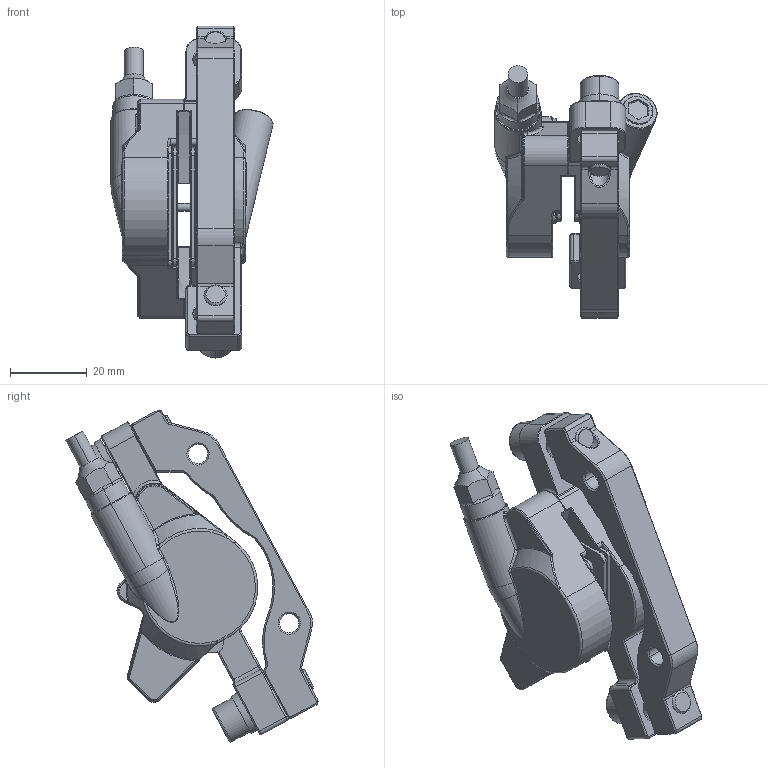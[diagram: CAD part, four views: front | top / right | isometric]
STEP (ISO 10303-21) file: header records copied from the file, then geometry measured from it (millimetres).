
FILE_DESCRIPTION((''),'2;1');
FILE_NAME('CALLIPER_ASSEMBLY_ASM','2022-02-23T22:25:14',('acer 1'),(''),'CREO PARAMETRIC BY PTC INC, 2020053','CREO PARAMETRIC BY PTC INC, 2020053','');
FILE_SCHEMA(('CONFIG_CONTROL_DESIGN'));
Products named in the file (1): CALLIPER_ASSEMBLY_ASM
Bounding box: 42.17 x 65.51 x 86.28 mm (x, y, z)
Volume: 49801 mm3; surface area: 18422 mm2
Topology: 1 solids, 3 shells, 1002 faces, 2338 edges, 1347 vertices
Faces by surface type: cylinder 307, plane 254, bspline 190, cone 123, torus 93, sphere 15, revolution 14, extrusion 6
Entity records: 43664 total; most frequent: CARTESIAN_POINT 21989, ORIENTED_EDGE 4662, DIRECTION 4254, EDGE_CURVE 2335, AXIS2_PLACEMENT_3D 1642, VERTEX_POINT 1347, EDGE_LOOP 1034, FACE_OUTER_BOUND 1002
